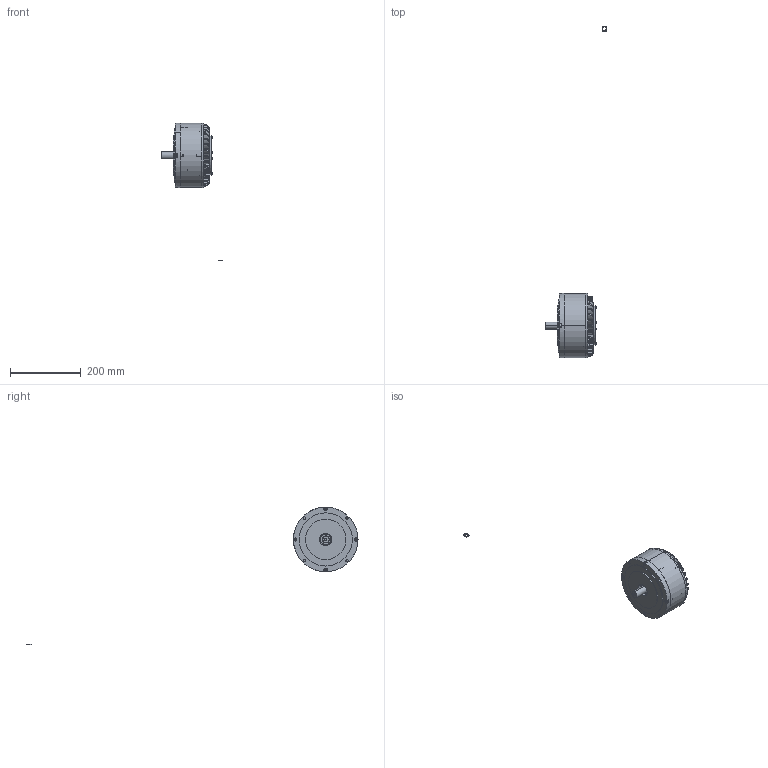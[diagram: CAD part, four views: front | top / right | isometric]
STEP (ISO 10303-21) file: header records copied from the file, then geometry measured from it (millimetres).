
FILE_DESCRIPTION (( 'STEP AP203' ), '1' );
FILE_NAME ('3KW装配图（风冷）.STEP', '2021-05-07T01:44:22', ( '微软用户' ), ( '微软中国' ), 'SwSTEP 2.0', 'SolidWorks 2020', '' );
FILE_SCHEMA (( 'CONFIG_CONTROL_DESIGN' ));
Length unit declared in the file: millimetre
Products named in the file (17): 3KW儂褲ㄗ瑞濮ㄘ; hex lobular socket head cap screws-8.8 gb_GB_HEXAGON_TYPE22 M8X20-N; 3KW粣; 3KWヶ裔; hexagon socket head cap screws gb_GB_FASTENER_SCREWS_HSHCS M5X12-N; 3KW蚾饜芞ㄗ瑞濮ㄘ; 3KW粣創裔啣; hexagon socket head cap screws gb_GB_FASTENER_SCREWS_HSHCS M3X8-N; deep groove ball bearings gb_Rolling bearings 6006 GB 276-94; 覃誹遠ㄗ瑞濮傷裔ㄘ; deep groove ball bearings gb_Rolling bearings 6304 GB 276-94; 3KW瑞珔; 3KW瑞濮裔啣; circlips for shaft--type a large gb_GB_CONNECTING_PIECE_RING_RRA 12; 3KW瑞濮傷裔; M10諉盄翐; hexagon socket head cap screws gb_GB_FASTENER_SCREWS_HSHCS M5X16-N
Assembly tree (32 placements, depth 2):
  3KW蚾饜芞ㄗ瑞濮ㄘ
    3KW瑞濮傷裔
    3KW儂褲ㄗ瑞濮ㄘ
    3KWヶ裔
    3KW粣創裔啣
    deep groove ball bearings gb_Rolling bearings 6006 GB 276-94
    deep groove ball bearings gb_Rolling bearings 6304 GB 276-94
    3KW瑞濮裔啣
    M10諉盄翐  x4
    hex lobular socket head cap screws-8.8 gb_GB_HEXAGON_TYPE22 M8X20-N  x4
    hexagon socket head cap screws gb_GB_FASTENER_SCREWS_HSHCS M5X12-N  x4
    hexagon socket head cap screws gb_GB_FASTENER_SCREWS_HSHCS M3X8-N  x4
    覃誹遠ㄗ瑞濮傷裔ㄘ
    3KW瑞珔
    circlips for shaft--type a large gb_GB_CONNECTING_PIECE_RING_RRA 12  x2
    hexagon socket head cap screws gb_GB_FASTENER_SCREWS_HSHCS M5X16-N  x4
    3KW粣
Bounding box: 174.08 x 936.59 x 388.3 mm (x, y, z)
Volume: 944060.9 mm3; surface area: 350337.8 mm2
Topology: 32 solids, 32 shells, 1699 faces, 4749 edges, 3033 vertices
Faces by surface type: cylinder 687, plane 584, torus 240, cone 102, sphere 66, bspline 20
Entity records: 48228 total; most frequent: CARTESIAN_POINT 13306, ORIENTED_EDGE 6982, DIRECTION 6901, EDGE_CURVE 3491, AXIS2_PLACEMENT_3D 2850, VERTEX_POINT 2279, CIRCLE 1581, EDGE_LOOP 1484
